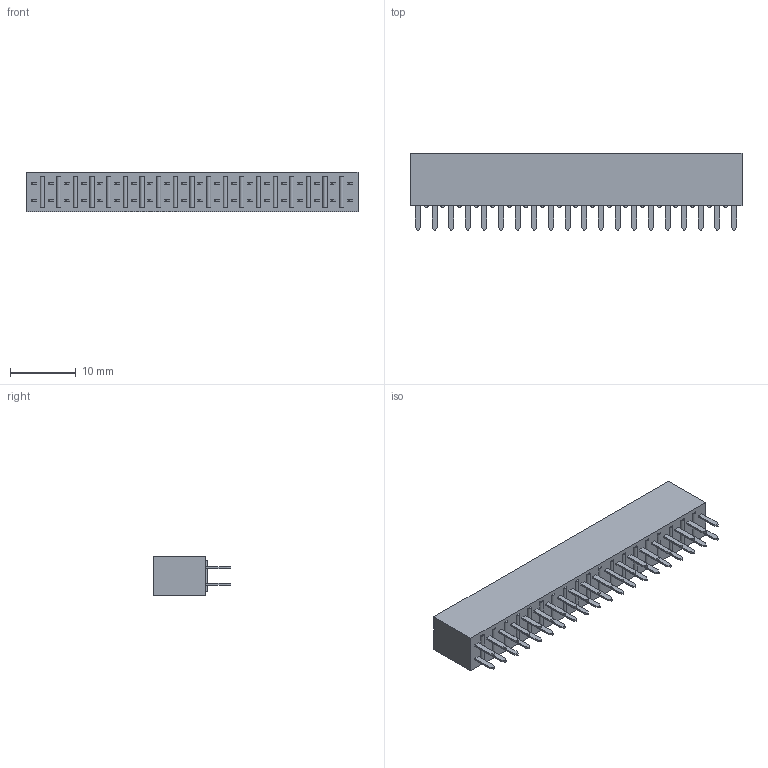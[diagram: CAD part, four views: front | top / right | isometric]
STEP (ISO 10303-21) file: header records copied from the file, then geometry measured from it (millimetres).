
FILE_DESCRIPTION (( 'STEP AP214' ), '1' );
FILE_NAME ('66953-020LF.STEP', '2018-10-07T22:19:53', ( '' ), ( '' ), 'SwSTEP 2.0', 'SolidWorks 2017', '' );
FILE_SCHEMA (( 'AUTOMOTIVE_DESIGN' ));
Length unit declared in the file: inch
Products named in the file (1): 66953-020LF
Bounding box: 50.67 x 11.81 x 6.1 mm (x, y, z)
Volume: 2442.6 mm3; surface area: 1921.4 mm2
Topology: 1 solids, 1 shells, 703 faces, 1646 edges, 1044 vertices
Faces by surface type: plane 684, cylinder 19
Entity records: 23158 total; most frequent: CARTESIAN_POINT 3394, ORIENTED_EDGE 3292, DIRECTION 3092, EDGE_CURVE 1646, VECTOR 1608, LINE 1608, VERTEX_POINT 1044, EDGE_LOOP 802
